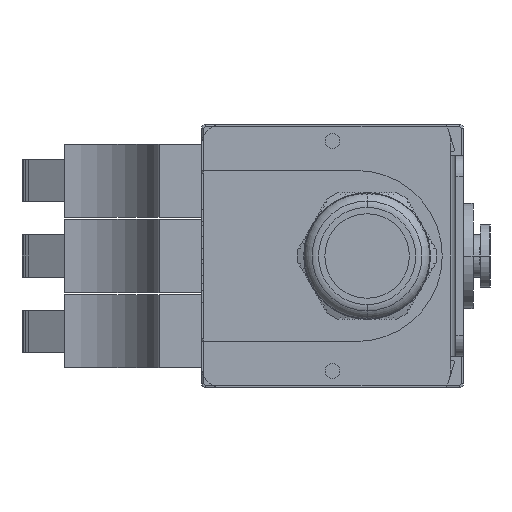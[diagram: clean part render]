
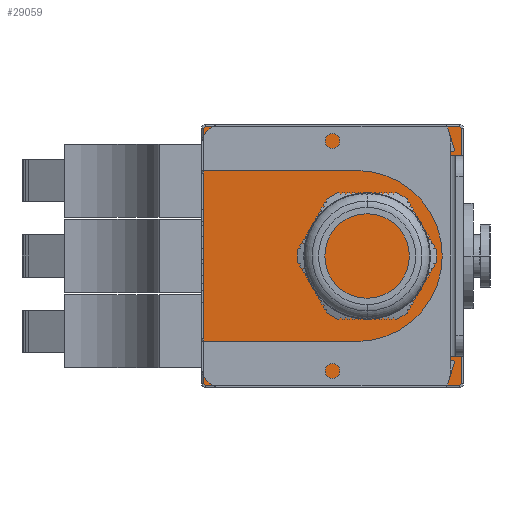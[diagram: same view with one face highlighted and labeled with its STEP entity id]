
A CAD part, left-side view. The second image highlights one B-rep face of the part: STEP entity #29059.
In plain terms, the highlighted planar face has unit normal (-1, 0, 0).
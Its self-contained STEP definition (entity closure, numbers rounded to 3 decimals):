
#9484=CARTESIAN_POINT('',(0.,0.5,-30.25));
#9485=CARTESIAN_POINT('',(0.,0.5,-30.346));
#9486=CARTESIAN_POINT('',(0.,0.547,-30.511));
#9487=CARTESIAN_POINT('',(0.,0.744,-30.705));
#9488=CARTESIAN_POINT('',(0.,0.906,-30.75));
#9489=CARTESIAN_POINT('',(0.,1.,-30.75));
#9500=DIRECTION('',(0.,1.,0.));
#9501=VECTOR('',#9500,60.);
#9502=CARTESIAN_POINT('',(0.,1.,-30.75));
#9503=LINE('',#9502,#9501);
#9739=CARTESIAN_POINT('',(0.,61.5,30.25));
#9740=CARTESIAN_POINT('',(0.,61.5,30.346));
#9741=CARTESIAN_POINT('',(0.,61.453,30.511));
#9742=CARTESIAN_POINT('',(0.,61.256,30.705));
#9743=CARTESIAN_POINT('',(0.,61.094,30.75));
#9744=CARTESIAN_POINT('',(0.,61.,30.75));
#9755=DIRECTION('',(0.,-1.,0.));
#9756=VECTOR('',#9755,60.);
#9757=CARTESIAN_POINT('',(0.,61.,30.75));
#9758=LINE('',#9757,#9756);
#9769=CARTESIAN_POINT('',(0.,1.,30.75));
#9770=CARTESIAN_POINT('',(0.,0.906,30.75));
#9771=CARTESIAN_POINT('',(0.,0.744,30.705));
#9772=CARTESIAN_POINT('',(0.,0.547,30.511));
#9773=CARTESIAN_POINT('',(0.,0.5,30.346));
#9774=CARTESIAN_POINT('',(0.,0.5,30.25));
#9866=DIRECTION('',(0.,0.,-1.));
#9867=VECTOR('',#9866,60.5);
#9868=CARTESIAN_POINT('',(0.,0.5,30.25));
#9869=LINE('',#9868,#9867);
#9875=DIRECTION('',(0.,0.,-1.));
#9876=VECTOR('',#9875,39.3);
#9877=CARTESIAN_POINT('',(0.,61.5,19.65));
#9878=LINE('',#9877,#9876);
#9879=DIRECTION('',(0.,0.,1.));
#9880=VECTOR('',#9879,10.6);
#9881=CARTESIAN_POINT('',(0.,61.5,-30.25));
#9882=LINE('',#9881,#9880);
#9902=CARTESIAN_POINT('',(0.,61.,-30.75));
#9903=CARTESIAN_POINT('',(0.,61.094,-30.75));
#9904=CARTESIAN_POINT('',(0.,61.256,-30.705));
#9905=CARTESIAN_POINT('',(0.,61.453,-30.511));
#9906=CARTESIAN_POINT('',(0.,61.5,-30.346));
#9907=CARTESIAN_POINT('',(0.,61.5,-30.25));
#9934=DIRECTION('',(0.,0.,1.));
#9935=VECTOR('',#9934,10.6);
#9936=CARTESIAN_POINT('',(0.,61.5,19.65));
#9937=LINE('',#9936,#9935);
#12534=CARTESIAN_POINT('',(0.,61.5,-30.25));
#12535=CARTESIAN_POINT('',(0.,61.5,-19.65));
#12536=VERTEX_POINT('',#12534);
#12537=VERTEX_POINT('',#12535);
#12544=VERTEX_POINT('',#9902);
#12547=CARTESIAN_POINT('',(0.,1.,-30.75));
#12548=VERTEX_POINT('',#12547);
#12551=VERTEX_POINT('',#9484);
#12554=CARTESIAN_POINT('',(0.,0.5,30.25));
#12555=VERTEX_POINT('',#12554);
#12558=VERTEX_POINT('',#9769);
#12561=CARTESIAN_POINT('',(0.,61.,30.75));
#12562=VERTEX_POINT('',#12561);
#12565=VERTEX_POINT('',#9739);
#12568=CARTESIAN_POINT('',(0.,61.5,19.65));
#12569=VERTEX_POINT('',#12568);
#29038=CARTESIAN_POINT('',(0.,0.,0.));
#29039=DIRECTION('',(1.,0.,0.));
#29040=DIRECTION('',(0.,0.,-1.));
#29041=AXIS2_PLACEMENT_3D('',#29038,#29039,#29040);
#29042=PLANE('',#29041);
#29044=ORIENTED_EDGE('',*,*,#29043,.T.);
#29046=ORIENTED_EDGE('',*,*,#29045,.F.);
#29048=ORIENTED_EDGE('',*,*,#29047,.T.);
#29049=ORIENTED_EDGE('',*,*,#28868,.T.);
#29050=ORIENTED_EDGE('',*,*,#28883,.T.);
#29051=ORIENTED_EDGE('',*,*,#28898,.T.);
#29052=ORIENTED_EDGE('',*,*,#29032,.T.);
#29053=ORIENTED_EDGE('',*,*,#28484,.T.);
#29054=ORIENTED_EDGE('',*,*,#28500,.T.);
#29056=ORIENTED_EDGE('',*,*,#29055,.T.);
#29057=EDGE_LOOP('',(#29044,#29046,#29048,#29049,#29050,#29051,#29052,#29053,
#29054,#29056));
#29058=FACE_OUTER_BOUND('',#29057,.F.);
#29059=ADVANCED_FACE('',(#29058),#29042,.F.);
#9490=B_SPLINE_CURVE_WITH_KNOTS('',3,(#9484,#9485,#9486,#9487,#9488,#9489),
.UNSPECIFIED.,.F.,.F.,(4,1,1,4),(0.,0.333,0.667,1.),
.UNSPECIFIED.);
#9745=B_SPLINE_CURVE_WITH_KNOTS('',3,(#9739,#9740,#9741,#9742,#9743,#9744),
.UNSPECIFIED.,.F.,.F.,(4,1,1,4),(0.,0.333,0.667,1.),
.UNSPECIFIED.);
#9775=B_SPLINE_CURVE_WITH_KNOTS('',3,(#9769,#9770,#9771,#9772,#9773,#9774),
.UNSPECIFIED.,.F.,.F.,(4,1,1,4),(0.,0.333,0.667,1.),
.UNSPECIFIED.);
#9908=B_SPLINE_CURVE_WITH_KNOTS('',3,(#9902,#9903,#9904,#9905,#9906,#9907),
.UNSPECIFIED.,.F.,.F.,(4,1,1,4),(0.,0.333,0.667,1.),
.UNSPECIFIED.);
#28484=EDGE_CURVE('',#12551,#12548,#9490,.T.);
#28500=EDGE_CURVE('',#12548,#12544,#9503,.T.);
#28868=EDGE_CURVE('',#12565,#12562,#9745,.T.);
#28883=EDGE_CURVE('',#12562,#12558,#9758,.T.);
#28898=EDGE_CURVE('',#12558,#12555,#9775,.T.);
#29032=EDGE_CURVE('',#12555,#12551,#9869,.T.);
#29043=EDGE_CURVE('',#12536,#12537,#9882,.T.);
#29045=EDGE_CURVE('',#12569,#12537,#9878,.T.);
#29047=EDGE_CURVE('',#12569,#12565,#9937,.T.);
#29055=EDGE_CURVE('',#12544,#12536,#9908,.T.);
